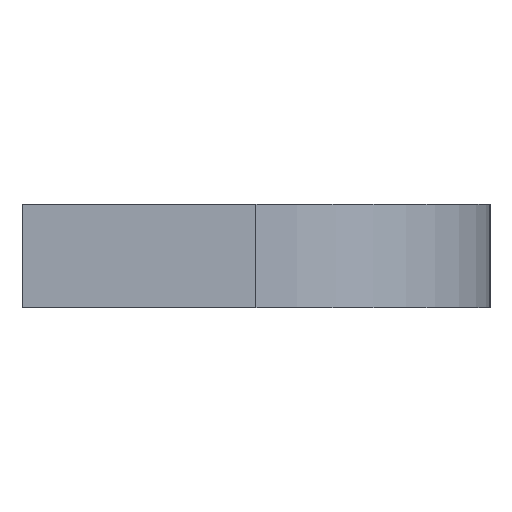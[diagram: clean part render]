
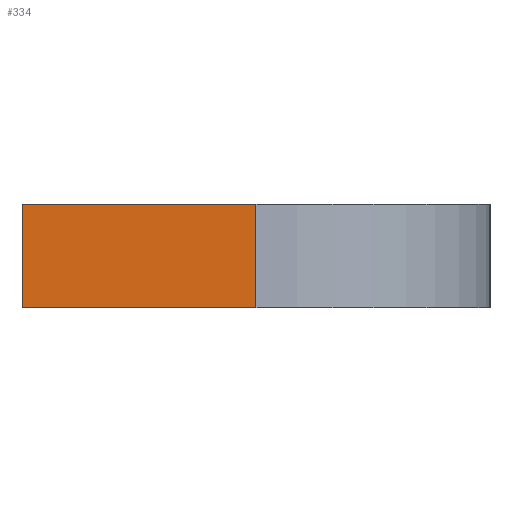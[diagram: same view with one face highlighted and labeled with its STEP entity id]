
A CAD part, left-side view. The second image highlights one B-rep face of the part: STEP entity #334.
In plain terms, the highlighted planar face has unit normal (-1, 0, 0).
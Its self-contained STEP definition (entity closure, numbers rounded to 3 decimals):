
#18=PLANE('',#374);
#32=FACE_OUTER_BOUND('',#50,.T.);
#50=EDGE_LOOP('',(#259,#260,#261,#262));
#74=LINE('',#527,#110);
#81=LINE('',#545,#117);
#82=LINE('',#547,#118);
#83=LINE('',#548,#119);
#110=VECTOR('',#422,10.);
#117=VECTOR('',#439,10.);
#118=VECTOR('',#440,10.);
#119=VECTOR('',#441,10.);
#162=VERTEX_POINT('',#524);
#163=VERTEX_POINT('',#526);
#169=VERTEX_POINT('',#544);
#170=VERTEX_POINT('',#546);
#196=EDGE_CURVE('',#162,#163,#74,.T.);
#205=EDGE_CURVE('',#162,#169,#81,.T.);
#206=EDGE_CURVE('',#170,#169,#82,.T.);
#207=EDGE_CURVE('',#163,#170,#83,.T.);
#259=ORIENTED_EDGE('',*,*,#196,.F.);
#260=ORIENTED_EDGE('',*,*,#205,.T.);
#261=ORIENTED_EDGE('',*,*,#206,.F.);
#262=ORIENTED_EDGE('',*,*,#207,.F.);
#334=ADVANCED_FACE('',(#32),#18,.T.);
#374=AXIS2_PLACEMENT_3D('',#543,#437,#438);
#422=DIRECTION('',(0.,1.,0.));
#437=DIRECTION('center_axis',(-1.,0.,0.));
#438=DIRECTION('ref_axis',(0.,-1.,0.));
#439=DIRECTION('',(0.,0.,1.));
#440=DIRECTION('',(0.,-1.,0.));
#441=DIRECTION('',(0.,0.,1.));
#524=CARTESIAN_POINT('',(-9.,0.,0.));
#526=CARTESIAN_POINT('',(-9.,9.,0.));
#527=CARTESIAN_POINT('',(-9.,-9.,0.));
#543=CARTESIAN_POINT('Origin',(-9.,9.,0.));
#544=CARTESIAN_POINT('',(-9.,0.,4.));
#545=CARTESIAN_POINT('',(-9.,0.,0.));
#546=CARTESIAN_POINT('',(-9.,9.,4.));
#547=CARTESIAN_POINT('',(-9.,-9.,4.));
#548=CARTESIAN_POINT('',(-9.,9.,0.));
